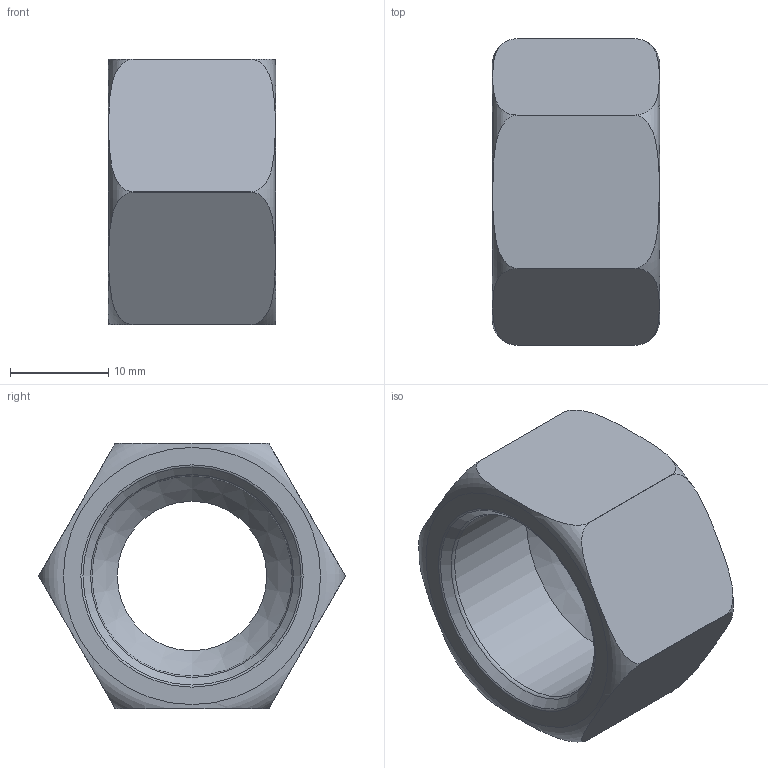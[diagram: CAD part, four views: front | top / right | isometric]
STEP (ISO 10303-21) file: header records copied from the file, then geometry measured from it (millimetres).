
FILE_DESCRIPTION(/* description */ (''),/* implementation_level */ '2;1');
FILE_NAME(/* name */ 'X-M15.stp',/* time_stamp */ '2025-01-15T15:54:30+01:00',/* author */ (''),/* organization */ (''),/* preprocessor_version */ 'ST-DEVELOPER v16',/* originating_system */ 'SIEMENS PLM Software NX 10.0',/* authorisation */ '');
FILE_SCHEMA (('AP203_CONFIGURATION_CONTROLLED_3D_DESIGN_OF_MECHANICAL_PARTS_AND_ASSEMBLIES_MIM_LF { 1 0 10303 403 2 1 2}'));
Length unit declared in the file: millimetre
Products named in the file (1): nwer36809CEC4pu0
Bounding box: 17 x 31.16 x 27 mm (x, y, z)
Volume: 5731.1 mm3; surface area: 3340.6 mm2
Topology: 1 solids, 1 shells, 133 faces, 366 edges, 243 vertices
Faces by surface type: plane 115, cylinder 8, torus 4, cone 3, extrusion 3
Full cylindrical faces by diameter (mm): 15.2 x1, 20.35 x1
Entity records: 4579 total; most frequent: CARTESIAN_POINT 1571, ORIENTED_EDGE 704, DIRECTION 423, EDGE_CURVE 352, VERTEX_POINT 238, B_SPLINE_CURVE_WITH_KNOTS 219, AXIS2_PLACEMENT_3D 153, EDGE_LOOP 152
